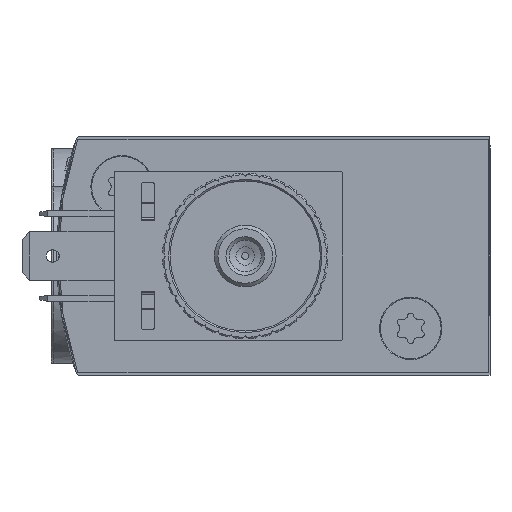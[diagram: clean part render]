
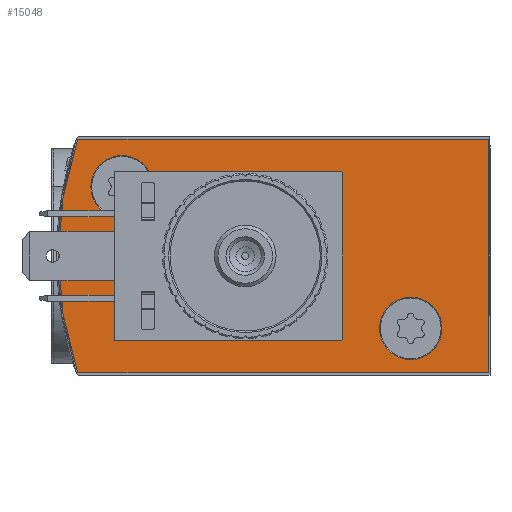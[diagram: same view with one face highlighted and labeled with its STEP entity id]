
A CAD part, left-side view. The second image highlights one B-rep face of the part: STEP entity #15048.
In plain terms, the highlighted planar face has unit normal (-1, 0, 0).
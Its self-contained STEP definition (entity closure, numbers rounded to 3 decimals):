
#1188=LINE('',#26322,#2514);
#1196=LINE('',#26356,#2522);
#1202=LINE('',#26373,#2528);
#2514=VECTOR('',#21660,1000.);
#2522=VECTOR('',#21692,1000.);
#2528=VECTOR('',#21708,1000.);
#4987=ORIENTED_EDGE('',*,*,#8431,.F.);
#4988=ORIENTED_EDGE('',*,*,#8432,.T.);
#4989=ORIENTED_EDGE('',*,*,#8433,.T.);
#4990=ORIENTED_EDGE('',*,*,#8392,.F.);
#4991=ORIENTED_EDGE('',*,*,#8325,.F.);
#4992=ORIENTED_EDGE('',*,*,#8427,.F.);
#4993=ORIENTED_EDGE('',*,*,#8424,.F.);
#4994=ORIENTED_EDGE('',*,*,#8414,.F.);
#4995=ORIENTED_EDGE('',*,*,#8395,.F.);
#8325=EDGE_CURVE('',#10219,#10220,#11376,.T.);
#8392=EDGE_CURVE('',#10220,#10279,#11413,.T.);
#8395=EDGE_CURVE('',#10279,#10281,#1188,.T.);
#8414=EDGE_CURVE('',#10281,#10295,#1196,.T.);
#8424=EDGE_CURVE('',#10295,#10301,#1202,.T.);
#8427=EDGE_CURVE('',#10301,#10219,#11430,.T.);
#8431=EDGE_CURVE('',#10305,#10305,#11434,.F.);
#8432=EDGE_CURVE('',#10306,#10306,#11435,.T.);
#8433=EDGE_CURVE('',#10307,#10307,#11436,.T.);
#10219=VERTEX_POINT('',#26177);
#10220=VERTEX_POINT('',#26178);
#10279=VERTEX_POINT('',#26317);
#10281=VERTEX_POINT('',#26323);
#10295=VERTEX_POINT('',#26357);
#10301=VERTEX_POINT('',#26374);
#10305=VERTEX_POINT('',#26388);
#10306=VERTEX_POINT('',#26390);
#10307=VERTEX_POINT('',#26392);
#11376=CIRCLE('',#18788,46.5);
#11413=CIRCLE('',#18838,0.2);
#11430=CIRCLE('',#18859,0.2);
#11434=CIRCLE('',#18865,5.);
#11435=CIRCLE('',#18866,4.05);
#11436=CIRCLE('',#18867,4.05);
#12271=EDGE_LOOP('',(#4987));
#12272=EDGE_LOOP('',(#4988));
#12273=EDGE_LOOP('',(#4989));
#12274=EDGE_LOOP('',(#4990,#4991,#4992,#4993,#4994,#4995));
#13457=FACE_BOUND('',#12271,.T.);
#13458=FACE_BOUND('',#12272,.T.);
#13459=FACE_BOUND('',#12273,.T.);
#13460=FACE_BOUND('',#12274,.T.);
#14410=PLANE('',#18864);
#15048=ADVANCED_FACE('',(#13457,#13458,#13459,#13460),#14410,.F.);
#18788=AXIS2_PLACEMENT_3D('',#26176,#21523,#21524);
#18838=AXIS2_PLACEMENT_3D('',#26316,#21653,#21654);
#18859=AXIS2_PLACEMENT_3D('',#26379,#21713,#21714);
#18864=AXIS2_PLACEMENT_3D('',#26386,#21723,#21724);
#18865=AXIS2_PLACEMENT_3D('',#26387,#21725,#21726);
#18866=AXIS2_PLACEMENT_3D('',#26389,#21727,#21728);
#18867=AXIS2_PLACEMENT_3D('',#26391,#21729,#21730);
#21523=DIRECTION('',(1.,0.,0.));
#21524=DIRECTION('',(0.,0.,-1.));
#21653=DIRECTION('',(1.,0.,0.));
#21654=DIRECTION('',(0.,0.,-1.));
#21660=DIRECTION('',(0.,-1.,0.));
#21692=DIRECTION('',(0.,0.,-1.));
#21708=DIRECTION('',(0.,1.,0.));
#21713=DIRECTION('',(1.,0.,0.));
#21714=DIRECTION('',(0.,0.,-1.));
#21723=DIRECTION('',(1.,0.,0.));
#21724=DIRECTION('',(0.,0.,-1.));
#21725=DIRECTION('',(1.,0.,0.));
#21726=DIRECTION('',(0.,0.,-1.));
#21727=DIRECTION('',(1.,0.,0.));
#21728=DIRECTION('',(0.,0.,-1.));
#21729=DIRECTION('',(1.,0.,0.));
#21730=DIRECTION('',(0.,0.,-1.));
#26176=CARTESIAN_POINT('',(0.,9.6,0.));
#26177=CARTESIAN_POINT('',(0.,53.592,-15.065));
#26178=CARTESIAN_POINT('',(0.,53.592,15.065));
#26316=CARTESIAN_POINT('',(0.,53.403,15.));
#26317=CARTESIAN_POINT('',(0.,53.403,15.2));
#26322=CARTESIAN_POINT('',(0.,53.403,15.2));
#26323=CARTESIAN_POINT('',(0.,0.2,15.2));
#26356=CARTESIAN_POINT('',(0.,0.2,15.2));
#26357=CARTESIAN_POINT('',(0.,0.2,-15.2));
#26373=CARTESIAN_POINT('',(0.,0.2,-15.2));
#26374=CARTESIAN_POINT('',(0.,53.403,-15.2));
#26379=CARTESIAN_POINT('',(0.,53.403,-15.));
#26386=CARTESIAN_POINT('',(0.,53.403,15.));
#26387=CARTESIAN_POINT('',(0.,31.8,0.));
#26388=CARTESIAN_POINT('',(0.,31.8,-5.));
#26389=CARTESIAN_POINT('',(0.,47.8,9.));
#26390=CARTESIAN_POINT('',(0.,47.8,4.95));
#26391=CARTESIAN_POINT('',(0.,10.3,-9.4));
#26392=CARTESIAN_POINT('',(0.,10.3,-13.45));
